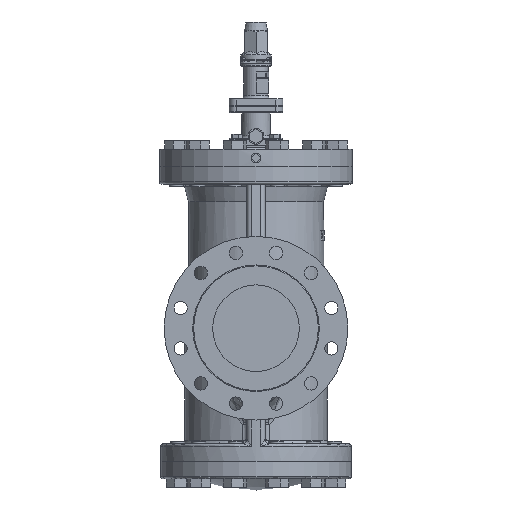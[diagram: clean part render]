
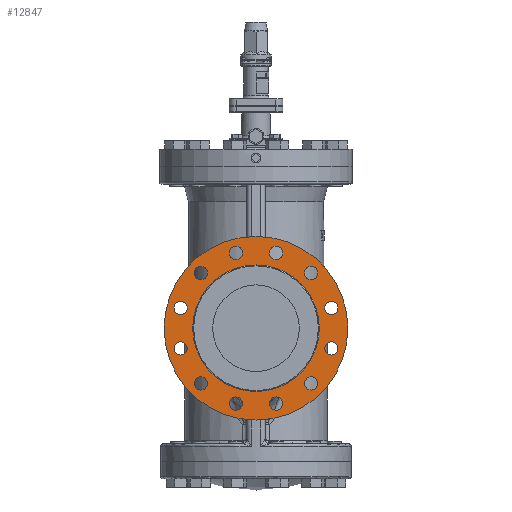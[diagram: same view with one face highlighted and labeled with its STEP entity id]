
A CAD part, left-side view. The second image highlights one B-rep face of the part: STEP entity #12847.
In plain terms, the highlighted planar face has unit normal (-1, 0, 0).
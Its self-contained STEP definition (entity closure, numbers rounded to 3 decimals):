
#440=FACE_BOUND('',#3918,.T.);
#441=FACE_BOUND('',#3919,.T.);
#442=FACE_BOUND('',#3920,.T.);
#443=FACE_BOUND('',#3921,.T.);
#444=FACE_BOUND('',#3922,.T.);
#445=FACE_BOUND('',#3923,.T.);
#446=FACE_BOUND('',#3924,.T.);
#447=FACE_BOUND('',#3925,.T.);
#448=FACE_BOUND('',#3926,.T.);
#449=FACE_BOUND('',#3927,.T.);
#450=FACE_BOUND('',#3928,.T.);
#451=FACE_BOUND('',#3929,.T.);
#452=FACE_BOUND('',#3930,.T.);
#666=PLANE('',#13722);
#3035=FACE_OUTER_BOUND('',#3917,.T.);
#3917=EDGE_LOOP('',(#9047));
#3918=EDGE_LOOP('',(#9048));
#3919=EDGE_LOOP('',(#9049));
#3920=EDGE_LOOP('',(#9050));
#3921=EDGE_LOOP('',(#9051));
#3922=EDGE_LOOP('',(#9052));
#3923=EDGE_LOOP('',(#9053));
#3924=EDGE_LOOP('',(#9054));
#3925=EDGE_LOOP('',(#9055));
#3926=EDGE_LOOP('',(#9056));
#3927=EDGE_LOOP('',(#9057));
#3928=EDGE_LOOP('',(#9058));
#3929=EDGE_LOOP('',(#9059));
#3930=EDGE_LOOP('',(#9060));
#5256=CIRCLE('',#13718,159.);
#5257=CIRCLE('',#13720,109.55);
#5259=CIRCLE('',#13723,11.5);
#5260=CIRCLE('',#13724,11.5);
#5261=CIRCLE('',#13725,11.5);
#5262=CIRCLE('',#13726,11.5);
#5263=CIRCLE('',#13727,11.5);
#5264=CIRCLE('',#13728,11.5);
#5265=CIRCLE('',#13729,11.5);
#5266=CIRCLE('',#13730,11.5);
#5267=CIRCLE('',#13731,11.5);
#5268=CIRCLE('',#13732,11.5);
#5269=CIRCLE('',#13733,11.5);
#5270=CIRCLE('',#13734,11.5);
#5854=VERTEX_POINT('',#19375);
#5855=VERTEX_POINT('',#19378);
#5857=VERTEX_POINT('',#19383);
#5858=VERTEX_POINT('',#19385);
#5859=VERTEX_POINT('',#19387);
#5860=VERTEX_POINT('',#19389);
#5861=VERTEX_POINT('',#19391);
#5862=VERTEX_POINT('',#19393);
#5863=VERTEX_POINT('',#19395);
#5864=VERTEX_POINT('',#19397);
#5865=VERTEX_POINT('',#19399);
#5866=VERTEX_POINT('',#19401);
#5867=VERTEX_POINT('',#19403);
#5868=VERTEX_POINT('',#19405);
#7111=EDGE_CURVE('',#5854,#5854,#5256,.T.);
#7112=EDGE_CURVE('',#5855,#5855,#5257,.T.);
#7114=EDGE_CURVE('',#5857,#5857,#5259,.T.);
#7115=EDGE_CURVE('',#5858,#5858,#5260,.T.);
#7116=EDGE_CURVE('',#5859,#5859,#5261,.T.);
#7117=EDGE_CURVE('',#5860,#5860,#5262,.T.);
#7118=EDGE_CURVE('',#5861,#5861,#5263,.T.);
#7119=EDGE_CURVE('',#5862,#5862,#5264,.T.);
#7120=EDGE_CURVE('',#5863,#5863,#5265,.T.);
#7121=EDGE_CURVE('',#5864,#5864,#5266,.T.);
#7122=EDGE_CURVE('',#5865,#5865,#5267,.T.);
#7123=EDGE_CURVE('',#5866,#5866,#5268,.T.);
#7124=EDGE_CURVE('',#5867,#5867,#5269,.T.);
#7125=EDGE_CURVE('',#5868,#5868,#5270,.T.);
#9047=ORIENTED_EDGE('',*,*,#7111,.F.);
#9048=ORIENTED_EDGE('',*,*,#7114,.F.);
#9049=ORIENTED_EDGE('',*,*,#7115,.F.);
#9050=ORIENTED_EDGE('',*,*,#7116,.F.);
#9051=ORIENTED_EDGE('',*,*,#7117,.F.);
#9052=ORIENTED_EDGE('',*,*,#7118,.F.);
#9053=ORIENTED_EDGE('',*,*,#7119,.F.);
#9054=ORIENTED_EDGE('',*,*,#7120,.F.);
#9055=ORIENTED_EDGE('',*,*,#7121,.F.);
#9056=ORIENTED_EDGE('',*,*,#7122,.F.);
#9057=ORIENTED_EDGE('',*,*,#7123,.F.);
#9058=ORIENTED_EDGE('',*,*,#7124,.F.);
#9059=ORIENTED_EDGE('',*,*,#7125,.F.);
#9060=ORIENTED_EDGE('',*,*,#7112,.F.);
#12847=ADVANCED_FACE('',(#3035,#440,#441,#442,#443,#444,#445,#446,#447,
#448,#449,#450,#451,#452),#666,.F.);
#13718=AXIS2_PLACEMENT_3D('',#19376,#15156,#15157);
#13720=AXIS2_PLACEMENT_3D('',#19379,#15160,#15161);
#13722=AXIS2_PLACEMENT_3D('',#19382,#15164,#15165);
#13723=AXIS2_PLACEMENT_3D('',#19384,#15166,#15167);
#13724=AXIS2_PLACEMENT_3D('',#19386,#15168,#15169);
#13725=AXIS2_PLACEMENT_3D('',#19388,#15170,#15171);
#13726=AXIS2_PLACEMENT_3D('',#19390,#15172,#15173);
#13727=AXIS2_PLACEMENT_3D('',#19392,#15174,#15175);
#13728=AXIS2_PLACEMENT_3D('',#19394,#15176,#15177);
#13729=AXIS2_PLACEMENT_3D('',#19396,#15178,#15179);
#13730=AXIS2_PLACEMENT_3D('',#19398,#15180,#15181);
#13731=AXIS2_PLACEMENT_3D('',#19400,#15182,#15183);
#13732=AXIS2_PLACEMENT_3D('',#19402,#15184,#15185);
#13733=AXIS2_PLACEMENT_3D('',#19404,#15186,#15187);
#13734=AXIS2_PLACEMENT_3D('',#19406,#15188,#15189);
#15156=DIRECTION('center_axis',(1.,0.,0.));
#15157=DIRECTION('ref_axis',(0.,0.,-1.));
#15160=DIRECTION('center_axis',(-1.,0.,0.));
#15161=DIRECTION('ref_axis',(0.,0.,
-1.));
#15164=DIRECTION('center_axis',(1.,0.,0.));
#15165=DIRECTION('ref_axis',(0.,0.,-1.));
#15166=DIRECTION('center_axis',(-1.,0.,0.));
#15167=DIRECTION('ref_axis',(0.,0.,1.));
#15168=DIRECTION('center_axis',(-1.,0.,0.));
#15169=DIRECTION('ref_axis',(0.,0.5,0.866));
#15170=DIRECTION('center_axis',(-1.,0.,0.));
#15171=DIRECTION('ref_axis',(0.,0.866,0.5));
#15172=DIRECTION('center_axis',(-1.,0.,0.));
#15173=DIRECTION('ref_axis',(0.,1.,0.));
#15174=DIRECTION('center_axis',(-1.,0.,0.));
#15175=DIRECTION('ref_axis',(0.,0.866,-0.5));
#15176=DIRECTION('center_axis',(-1.,0.,0.));
#15177=DIRECTION('ref_axis',(0.,0.5,-0.866));
#15178=DIRECTION('center_axis',(-1.,0.,0.));
#15179=DIRECTION('ref_axis',(0.,0.,
-1.));
#15180=DIRECTION('center_axis',(-1.,0.,0.));
#15181=DIRECTION('ref_axis',(0.,-0.5,-0.866));
#15182=DIRECTION('center_axis',(-1.,0.,0.));
#15183=DIRECTION('ref_axis',(0.,-0.866,-0.5));
#15184=DIRECTION('center_axis',(-1.,0.,0.));
#15185=DIRECTION('ref_axis',(0.,-1.,0.));
#15186=DIRECTION('center_axis',(-1.,0.,0.));
#15187=DIRECTION('ref_axis',(0.,-0.866,0.5));
#15188=DIRECTION('center_axis',(-1.,0.,0.));
#15189=DIRECTION('ref_axis',(0.,-0.5,0.866));
#19375=CARTESIAN_POINT('',(-309.4,0.,159.));
#19376=CARTESIAN_POINT('Origin',(-309.4,0.,0.));
#19378=CARTESIAN_POINT('',(-309.4,0.,109.55));
#19379=CARTESIAN_POINT('Origin',(-309.4,0.,0.));
#19382=CARTESIAN_POINT('Origin',(-309.4,0.,0.));
#19383=CARTESIAN_POINT('',(-309.4,-34.941,118.9));
#19384=CARTESIAN_POINT('Origin',(-309.4,-34.941,130.4));
#19385=CARTESIAN_POINT('',(-309.4,29.191,120.441));
#19386=CARTESIAN_POINT('Origin',(-309.4,34.941,130.4));
#19387=CARTESIAN_POINT('',(-309.4,85.5,89.709));
#19388=CARTESIAN_POINT('Origin',(-309.4,95.459,95.459));
#19389=CARTESIAN_POINT('',(-309.4,118.9,34.941));
#19390=CARTESIAN_POINT('Origin',(-309.4,130.4,34.941));
#19391=CARTESIAN_POINT('',(-309.4,120.441,-29.191));
#19392=CARTESIAN_POINT('Origin',(-309.4,130.4,-34.941));
#19393=CARTESIAN_POINT('',(-309.4,89.709,-85.5));
#19394=CARTESIAN_POINT('Origin',(-309.4,95.459,-95.459));
#19395=CARTESIAN_POINT('',(-309.4,34.941,-118.9));
#19396=CARTESIAN_POINT('Origin',(-309.4,34.941,-130.4));
#19397=CARTESIAN_POINT('',(-309.4,-29.191,-120.441));
#19398=CARTESIAN_POINT('Origin',(-309.4,-34.941,-130.4));
#19399=CARTESIAN_POINT('',(-309.4,-85.5,-89.709));
#19400=CARTESIAN_POINT('Origin',(-309.4,-95.459,-95.459));
#19401=CARTESIAN_POINT('',(-309.4,-118.9,-34.941));
#19402=CARTESIAN_POINT('Origin',(-309.4,-130.4,-34.941));
#19403=CARTESIAN_POINT('',(-309.4,-120.441,29.191));
#19404=CARTESIAN_POINT('Origin',(-309.4,-130.4,34.941));
#19405=CARTESIAN_POINT('',(-309.4,-89.709,85.5));
#19406=CARTESIAN_POINT('Origin',(-309.4,-95.459,95.459));
